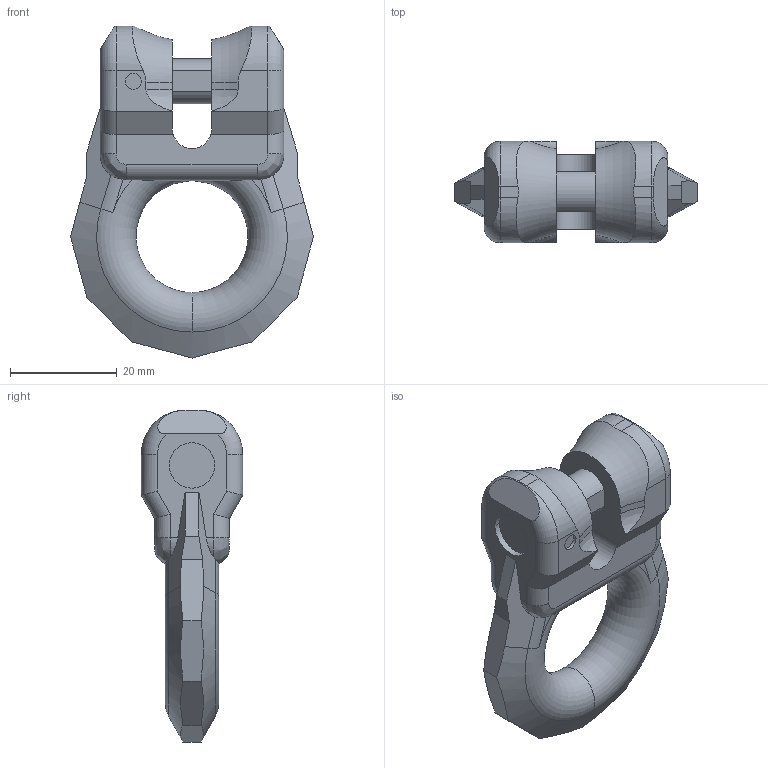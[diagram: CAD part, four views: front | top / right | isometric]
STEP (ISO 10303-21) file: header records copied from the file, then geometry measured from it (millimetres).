
FILE_DESCRIPTION((''),'2;1');
FILE_NAME('001-M34511-P-1','2013-07-02T',('Roland.Jakubetz'),(''),'PRO/ENGINEER BY PARAMETRIC TECHNOLOGY CORPORATION, 2010140','PRO/ENGINEER BY PARAMETRIC TECHNOLOGY CORPORATION, 2010140','');
FILE_SCHEMA(('CONFIG_CONTROL_DESIGN'));
Length unit declared in the file: millimetre
Products named in the file (1): 001-M34511-P-1
Bounding box: 45.55 x 19 x 62.28 mm (x, y, z)
Volume: 19323 mm3; surface area: 6370.4 mm2
Topology: 1 solids, 1 shells, 330 faces, 920 edges, 605 vertices
Faces by surface type: plane 269, cylinder 43, torus 8, bspline 8, cone 2
Entity records: 10903 total; most frequent: CARTESIAN_POINT 2467, ORIENTED_EDGE 1840, DIRECTION 1583, EDGE_CURVE 920, VECTOR 769, LINE 769, VERTEX_POINT 605, AXIS2_PLACEMENT_3D 407
